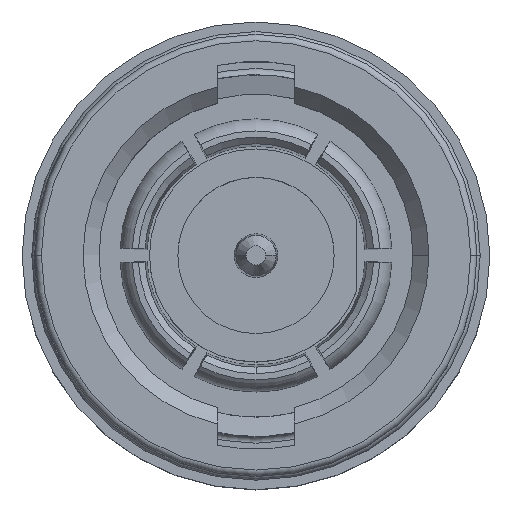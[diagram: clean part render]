
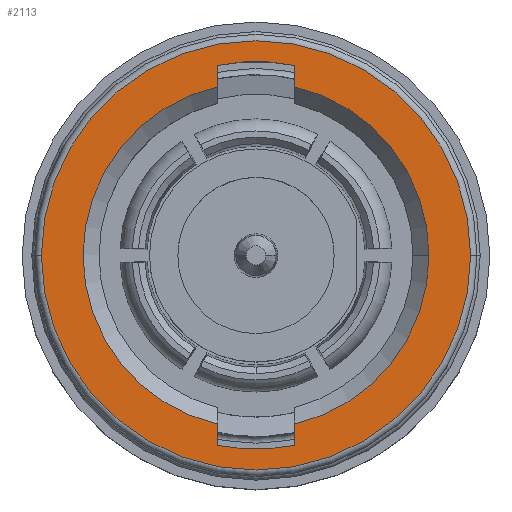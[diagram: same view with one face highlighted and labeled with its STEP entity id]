
A CAD part, top view. The second image highlights one B-rep face of the part: STEP entity #2113.
In plain terms, the highlighted planar face has unit normal (0, 0, 1).
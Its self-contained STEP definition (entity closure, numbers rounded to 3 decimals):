
#122 = EDGE_CURVE ( 'NONE', #3439, #16220, #12398, .T. ) ;
#191 = VERTEX_POINT ( 'NONE', #8533 ) ;
#293 = CARTESIAN_POINT ( 'NONE',  ( 5.4, 0., 0.85 ) ) ;
#625 = CARTESIAN_POINT ( 'NONE',  ( -1.2, -5.93, 0.85 ) ) ;
#687 = CARTESIAN_POINT ( 'NONE',  ( 0., 0., 0.85 ) ) ;
#771 = CARTESIAN_POINT ( 'NONE',  ( 1.2, 5.93, 0.85 ) ) ;
#897 = CARTESIAN_POINT ( 'NONE',  ( 1.2, -5.93, 0.85 ) ) ;
#1147 = CARTESIAN_POINT ( 'NONE',  ( 0., 0., 0.85 ) ) ;
#1224 = CARTESIAN_POINT ( 'NONE',  ( 1.2, -5.265, 0.85 ) ) ;
#1410 = CIRCLE ( 'NONE', #3537, 5.4 ) ;
#1539 = DIRECTION ( 'NONE',  ( -1., 0., 0. ) ) ;
#1779 = EDGE_CURVE ( 'NONE', #6927, #9774, #14462, .T. ) ;
#1804 = AXIS2_PLACEMENT_3D ( 'NONE', #8524, #11369, #1539 ) ;
#2113 = ADVANCED_FACE ( 'NONE', ( #15937, #9047 ), #14217, .F. ) ;
#2427 = AXIS2_PLACEMENT_3D ( 'NONE', #7030, #4474, #5882 ) ;
#2544 = EDGE_CURVE ( 'NONE', #16030, #11875, #15054, .T. ) ;
#3077 = VERTEX_POINT ( 'NONE', #8699 ) ;
#3124 = DIRECTION ( 'NONE',  ( -1., 0., 0. ) ) ;
#3299 = DIRECTION ( 'NONE',  ( 0., 0., 1. ) ) ;
#3378 = DIRECTION ( 'NONE',  ( 0., -1., 0. ) ) ;
#3437 = CARTESIAN_POINT ( 'NONE',  ( 0., 0., 0.85 ) ) ;
#3439 = VERTEX_POINT ( 'NONE', #897 ) ;
#3537 = AXIS2_PLACEMENT_3D ( 'NONE', #9370, #13507, #15047 ) ;
#3967 = DIRECTION ( 'NONE',  ( 1., 0., 0. ) ) ;
#4026 = DIRECTION ( 'NONE',  ( -1., 0., 0. ) ) ;
#4160 = ORIENTED_EDGE ( 'NONE', *, *, #11365, .F. ) ;
#4445 = LINE ( 'NONE', #17332, #15015 ) ;
#4456 = ORIENTED_EDGE ( 'NONE', *, *, #16305, .F. ) ;
#4474 = DIRECTION ( 'NONE',  ( 0., 0., 1. ) ) ;
#4618 = DIRECTION ( 'NONE',  ( 0., -1., 0. ) ) ;
#4778 = DIRECTION ( 'NONE',  ( 0., 0., 1. ) ) ;
#4788 = EDGE_LOOP ( 'NONE', ( #6257, #17724 ) ) ;
#4886 = DIRECTION ( 'NONE',  ( 0., 0., 1. ) ) ;
#5045 = VERTEX_POINT ( 'NONE', #625 ) ;
#5058 = EDGE_CURVE ( 'NONE', #5045, #3439, #13129, .T. ) ;
#5166 = ORIENTED_EDGE ( 'NONE', *, *, #9465, .F. ) ;
#5882 = DIRECTION ( 'NONE',  ( 1., 0., 0. ) ) ;
#5953 = CARTESIAN_POINT ( 'NONE',  ( -1.2, 4.751, 0.85 ) ) ;
#6052 = EDGE_CURVE ( 'NONE', #191, #5045, #4445, .T. ) ;
#6091 = CARTESIAN_POINT ( 'NONE',  ( 1.2, -4.751, 0.85 ) ) ;
#6149 = DIRECTION ( 'NONE',  ( 0., 1., 0. ) ) ;
#6170 = DIRECTION ( 'NONE',  ( 0., 0., -1. ) ) ;
#6257 = ORIENTED_EDGE ( 'NONE', *, *, #12168, .T. ) ;
#6653 = AXIS2_PLACEMENT_3D ( 'NONE', #1147, #8080, #3967 ) ;
#6927 = VERTEX_POINT ( 'NONE', #15870 ) ;
#7030 = CARTESIAN_POINT ( 'NONE',  ( 0., 0., 0.85 ) ) ;
#7045 = VECTOR ( 'NONE', #15701, 1000. ) ;
#7082 = CIRCLE ( 'NONE', #8554, 6.7 ) ;
#8080 = DIRECTION ( 'NONE',  ( 0., 0., 1. ) ) ;
#8524 = CARTESIAN_POINT ( 'NONE',  ( 0., 0., 0.85 ) ) ;
#8533 = CARTESIAN_POINT ( 'NONE',  ( -1.2, -5.265, 0.85 ) ) ;
#8554 = AXIS2_PLACEMENT_3D ( 'NONE', #3437, #4886, #4026 ) ;
#8699 = CARTESIAN_POINT ( 'NONE',  ( 1.2, 5.265, 0.85 ) ) ;
#9047 = FACE_BOUND ( 'NONE', #17705, .T. ) ;
#9232 = EDGE_CURVE ( 'NONE', #14965, #3077, #1410, .T. ) ;
#9370 = CARTESIAN_POINT ( 'NONE',  ( 0., 0., 0.85 ) ) ;
#9465 = EDGE_CURVE ( 'NONE', #11875, #191, #13410, .T. ) ;
#9469 = CIRCLE ( 'NONE', #2427, 5.4 ) ;
#9503 = ORIENTED_EDGE ( 'NONE', *, *, #6052, .F. ) ;
#9774 = VERTEX_POINT ( 'NONE', #15909 ) ;
#10295 = EDGE_CURVE ( 'NONE', #3077, #16863, #12052, .T. ) ;
#10589 = ORIENTED_EDGE ( 'NONE', *, *, #5058, .F. ) ;
#11365 = EDGE_CURVE ( 'NONE', #16220, #14965, #9469, .T. ) ;
#11369 = DIRECTION ( 'NONE',  ( 0., 0., 1. ) ) ;
#11433 = VECTOR ( 'NONE', #6149, 1000. ) ;
#11483 = DIRECTION ( 'NONE',  ( -1., 0., 0. ) ) ;
#11875 = VERTEX_POINT ( 'NONE', #15071 ) ;
#12052 = LINE ( 'NONE', #14565, #11433 ) ;
#12168 = EDGE_CURVE ( 'NONE', #9774, #6927, #7082, .T. ) ;
#12398 = LINE ( 'NONE', #6091, #7045 ) ;
#12556 = ORIENTED_EDGE ( 'NONE', *, *, #122, .F. ) ;
#13129 = CIRCLE ( 'NONE', #14090, 6.05 ) ;
#13289 = VECTOR ( 'NONE', #4618, 1000. ) ;
#13410 = CIRCLE ( 'NONE', #6653, 5.4 ) ;
#13507 = DIRECTION ( 'NONE',  ( 0., 0., 1. ) ) ;
#13650 = AXIS2_PLACEMENT_3D ( 'NONE', #15657, #6170, #11483 ) ;
#14090 = AXIS2_PLACEMENT_3D ( 'NONE', #687, #4778, #14366 ) ;
#14217 = PLANE ( 'NONE',  #13650 ) ;
#14366 = DIRECTION ( 'NONE',  ( 1., 0., 0. ) ) ;
#14462 = CIRCLE ( 'NONE', #15626, 6.7 ) ;
#14534 = ORIENTED_EDGE ( 'NONE', *, *, #2544, .F. ) ;
#14565 = CARTESIAN_POINT ( 'NONE',  ( 1.2, 4.751, 0.85 ) ) ;
#14883 = CIRCLE ( 'NONE', #1804, 6.05 ) ;
#14965 = VERTEX_POINT ( 'NONE', #293 ) ;
#15015 = VECTOR ( 'NONE', #3378, 1000. ) ;
#15047 = DIRECTION ( 'NONE',  ( 1., 0., 0. ) ) ;
#15054 = LINE ( 'NONE', #5953, #13289 ) ;
#15071 = CARTESIAN_POINT ( 'NONE',  ( -1.2, 5.265, 0.85 ) ) ;
#15626 = AXIS2_PLACEMENT_3D ( 'NONE', #15638, #3299, #3124 ) ;
#15638 = CARTESIAN_POINT ( 'NONE',  ( 0., 0., 0.85 ) ) ;
#15657 = CARTESIAN_POINT ( 'NONE',  ( 0., 0., 0.85 ) ) ;
#15701 = DIRECTION ( 'NONE',  ( 0., 1., 0. ) ) ;
#15870 = CARTESIAN_POINT ( 'NONE',  ( 6.7, 0., 0.85 ) ) ;
#15909 = CARTESIAN_POINT ( 'NONE',  ( -6.7, 0., 0.85 ) ) ;
#15937 = FACE_OUTER_BOUND ( 'NONE', #4788, .T. ) ;
#15955 = ORIENTED_EDGE ( 'NONE', *, *, #10295, .F. ) ;
#16030 = VERTEX_POINT ( 'NONE', #16166 ) ;
#16166 = CARTESIAN_POINT ( 'NONE',  ( -1.2, 5.93, 0.85 ) ) ;
#16220 = VERTEX_POINT ( 'NONE', #1224 ) ;
#16305 = EDGE_CURVE ( 'NONE', #16863, #16030, #14883, .T. ) ;
#16773 = ORIENTED_EDGE ( 'NONE', *, *, #9232, .F. ) ;
#16863 = VERTEX_POINT ( 'NONE', #771 ) ;
#17332 = CARTESIAN_POINT ( 'NONE',  ( -1.2, -4.751, 0.85 ) ) ;
#17705 = EDGE_LOOP ( 'NONE', ( #4456, #15955, #16773, #4160, #12556, #10589, #9503, #5166, #14534 ) ) ;
#17724 = ORIENTED_EDGE ( 'NONE', *, *, #1779, .T. ) ;
